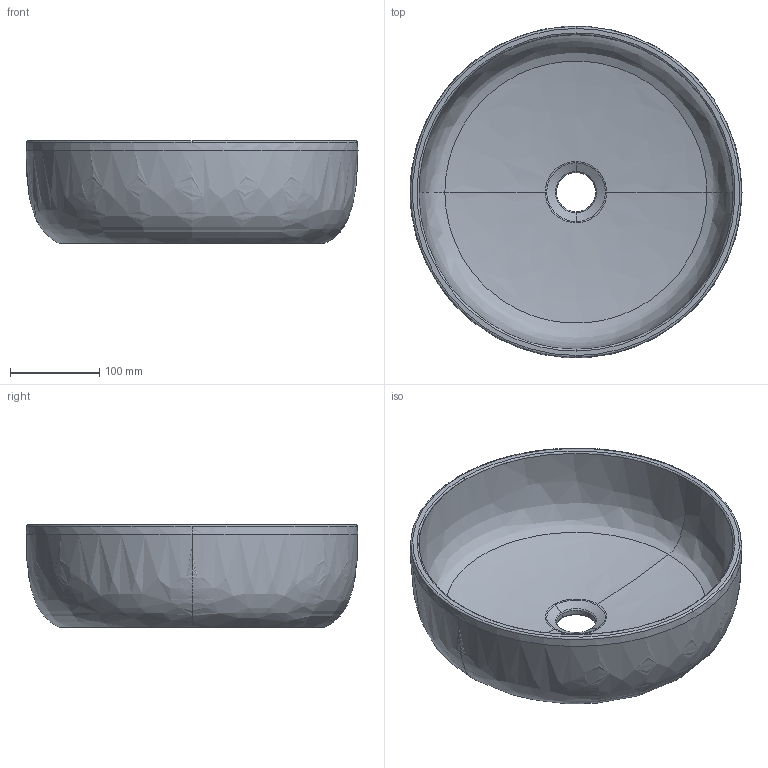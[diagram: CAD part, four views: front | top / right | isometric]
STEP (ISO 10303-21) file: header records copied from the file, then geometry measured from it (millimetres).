
FILE_DESCRIPTION(/* description */ (''),/* implementation_level */ '2;1');
FILE_NAME(/* name */ 'STEP - R3610',/* time_stamp */ '2026-02-19T14:43:41+11:00',/* author */ (''),/* organization */ (''),/* preprocessor_version */ 'ST-DEVELOPER v16.5',/* originating_system */ 'Rhino 7.38',/* authorisation */ '');
FILE_SCHEMA (('AUTOMOTIVE_DESIGN'));
Length unit declared in the file: millimetre
Products named in the file (1): Document
Bounding box: 371.62 x 370.83 x 115 mm (x, y, z)
Volume: 2784353.4 mm3; surface area: 390493.4 mm2
Topology: 1 solids, 1 shells, 26 faces, 58 edges, 34 vertices
Faces by surface type: bspline 22, cylinder 2, plane 2
Entity records: 2340 total; most frequent: CARTESIAN_POINT 1992, ORIENTED_EDGE 116, EDGE_CURVE 58, VERTEX_POINT 34, EDGE_LOOP 28, ADVANCED_FACE 26, FACE_OUTER_BOUND 26, B_SPLINE_CURVE_WITH_KNOTS 12
